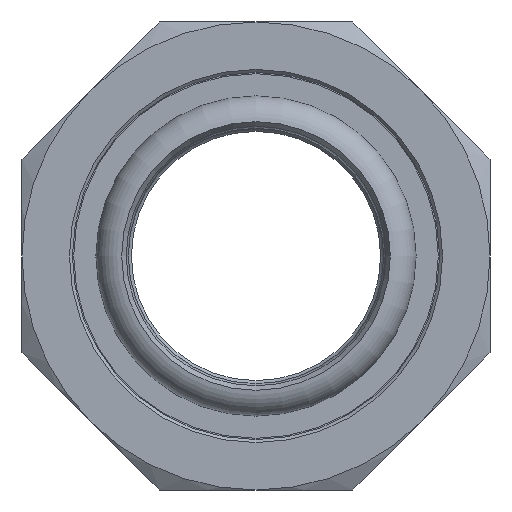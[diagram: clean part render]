
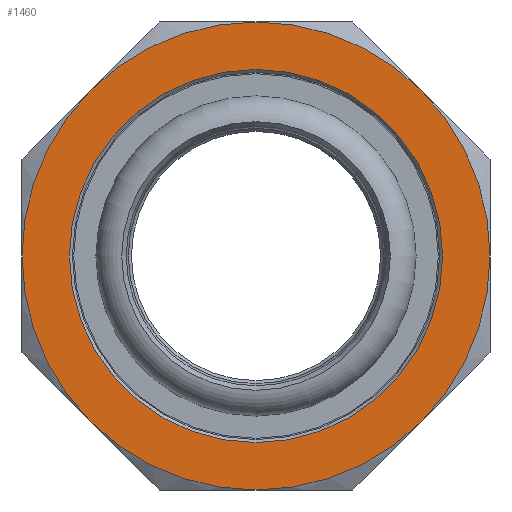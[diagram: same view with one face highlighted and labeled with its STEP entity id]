
A CAD part, front view. The second image highlights one B-rep face of the part: STEP entity #1460.
In plain terms, the highlighted planar face has unit normal (0, -1, 0).
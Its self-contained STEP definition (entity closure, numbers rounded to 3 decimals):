
#57=FACE_BOUND('',#380,.T.);
#73=PLANE('',#1692);
#285=FACE_OUTER_BOUND('',#379,.T.);
#379=EDGE_LOOP('',(#1266,#1267,#1268,#1269,#1270,#1271,#1272,#1273));
#380=EDGE_LOOP('',(#1274));
#532=CIRCLE('',#1686,30.7);
#537=CIRCLE('',#1693,38.5);
#538=CIRCLE('',#1694,38.5);
#539=CIRCLE('',#1695,38.5);
#540=CIRCLE('',#1696,38.5);
#541=CIRCLE('',#1697,38.5);
#542=CIRCLE('',#1698,38.5);
#543=CIRCLE('',#1699,38.5);
#544=CIRCLE('',#1700,38.5);
#671=VERTEX_POINT('',#2581);
#676=VERTEX_POINT('',#2595);
#677=VERTEX_POINT('',#2596);
#678=VERTEX_POINT('',#2598);
#679=VERTEX_POINT('',#2600);
#680=VERTEX_POINT('',#2602);
#681=VERTEX_POINT('',#2604);
#682=VERTEX_POINT('',#2606);
#683=VERTEX_POINT('',#2608);
#870=EDGE_CURVE('',#671,#671,#532,.T.);
#877=EDGE_CURVE('',#676,#677,#537,.T.);
#878=EDGE_CURVE('',#678,#676,#538,.T.);
#879=EDGE_CURVE('',#679,#678,#539,.T.);
#880=EDGE_CURVE('',#680,#679,#540,.T.);
#881=EDGE_CURVE('',#681,#680,#541,.T.);
#882=EDGE_CURVE('',#682,#681,#542,.T.);
#883=EDGE_CURVE('',#683,#682,#543,.T.);
#884=EDGE_CURVE('',#677,#683,#544,.T.);
#1266=ORIENTED_EDGE('',*,*,#877,.F.);
#1267=ORIENTED_EDGE('',*,*,#878,.F.);
#1268=ORIENTED_EDGE('',*,*,#879,.F.);
#1269=ORIENTED_EDGE('',*,*,#880,.F.);
#1270=ORIENTED_EDGE('',*,*,#881,.F.);
#1271=ORIENTED_EDGE('',*,*,#882,.F.);
#1272=ORIENTED_EDGE('',*,*,#883,.F.);
#1273=ORIENTED_EDGE('',*,*,#884,.F.);
#1274=ORIENTED_EDGE('',*,*,#870,.F.);
#1460=ADVANCED_FACE('',(#285,#57),#73,.T.);
#1686=AXIS2_PLACEMENT_3D('',#2582,#2133,#2134);
#1692=AXIS2_PLACEMENT_3D('',#2594,#2147,#2148);
#1693=AXIS2_PLACEMENT_3D('',#2597,#2149,#2150);
#1694=AXIS2_PLACEMENT_3D('',#2599,#2151,#2152);
#1695=AXIS2_PLACEMENT_3D('',#2601,#2153,#2154);
#1696=AXIS2_PLACEMENT_3D('',#2603,#2155,#2156);
#1697=AXIS2_PLACEMENT_3D('',#2605,#2157,#2158);
#1698=AXIS2_PLACEMENT_3D('',#2607,#2159,#2160);
#1699=AXIS2_PLACEMENT_3D('',#2609,#2161,#2162);
#1700=AXIS2_PLACEMENT_3D('',#2610,#2163,#2164);
#2133=DIRECTION('center_axis',(0.,-1.,0.));
#2134=DIRECTION('ref_axis',(0.,0.,1.));
#2147=DIRECTION('center_axis',(0.,-1.,0.));
#2148=DIRECTION('ref_axis',(0.,0.,1.));
#2149=DIRECTION('center_axis',(0.,1.,0.));
#2150=DIRECTION('ref_axis',(-1.,0.,0.));
#2151=DIRECTION('center_axis',(0.,1.,0.));
#2152=DIRECTION('ref_axis',(-1.,0.,0.));
#2153=DIRECTION('center_axis',(0.,1.,0.));
#2154=DIRECTION('ref_axis',(-1.,0.,0.));
#2155=DIRECTION('center_axis',(0.,1.,0.));
#2156=DIRECTION('ref_axis',(-1.,0.,0.));
#2157=DIRECTION('center_axis',(0.,1.,0.));
#2158=DIRECTION('ref_axis',(-1.,0.,0.));
#2159=DIRECTION('center_axis',(0.,1.,0.));
#2160=DIRECTION('ref_axis',(-1.,0.,0.));
#2161=DIRECTION('center_axis',(0.,1.,0.));
#2162=DIRECTION('ref_axis',(-1.,0.,0.));
#2163=DIRECTION('center_axis',(0.,1.,0.));
#2164=DIRECTION('ref_axis',(-1.,0.,0.));
#2581=CARTESIAN_POINT('',(0.,-11.75,-30.7));
#2582=CARTESIAN_POINT('Origin',(0.,-11.75,0.));
#2594=CARTESIAN_POINT('Origin',(0.,-11.75,-38.5));
#2595=CARTESIAN_POINT('',(0.,-11.75,-38.5));
#2596=CARTESIAN_POINT('',(-27.224,-11.75,-27.224));
#2597=CARTESIAN_POINT('Origin',(0.,-11.75,0.));
#2598=CARTESIAN_POINT('',(27.224,-11.75,-27.224));
#2599=CARTESIAN_POINT('Origin',(0.,-11.75,0.));
#2600=CARTESIAN_POINT('',(38.5,-11.75,0.));
#2601=CARTESIAN_POINT('Origin',(0.,-11.75,0.));
#2602=CARTESIAN_POINT('',(27.224,-11.75,27.224));
#2603=CARTESIAN_POINT('Origin',(0.,-11.75,0.));
#2604=CARTESIAN_POINT('',(0.,-11.75,38.5));
#2605=CARTESIAN_POINT('Origin',(0.,-11.75,0.));
#2606=CARTESIAN_POINT('',(-27.224,-11.75,27.224));
#2607=CARTESIAN_POINT('Origin',(0.,-11.75,0.));
#2608=CARTESIAN_POINT('',(-38.5,-11.75,0.));
#2609=CARTESIAN_POINT('Origin',(0.,-11.75,0.));
#2610=CARTESIAN_POINT('Origin',(0.,-11.75,0.));
